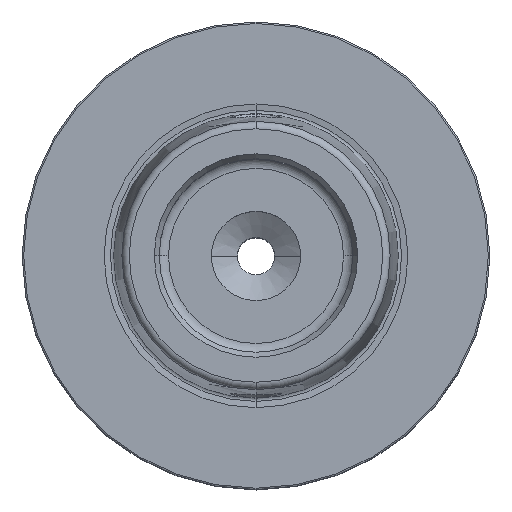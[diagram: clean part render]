
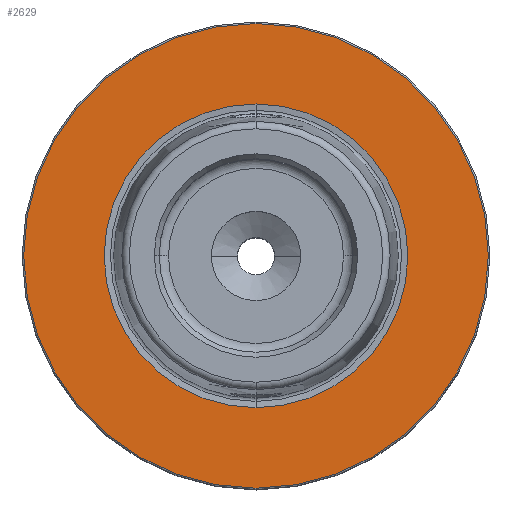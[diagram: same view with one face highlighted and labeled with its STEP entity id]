
A CAD part, top view. The second image highlights one B-rep face of the part: STEP entity #2629.
In plain terms, the highlighted planar face has unit normal (0, 0, 1).
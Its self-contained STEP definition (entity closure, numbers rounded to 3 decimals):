
#226 = AXIS2_PLACEMENT_3D ( 'NONE', #1326, #3411, #1875 ) ;
#302 = DIRECTION ( 'NONE',  ( 0., 0., 1. ) ) ;
#350 = CIRCLE ( 'NONE', #2356, 31.27 ) ;
#488 = VERTEX_POINT ( 'NONE', #3049 ) ;
#520 = EDGE_CURVE ( 'NONE', #822, #2897, #350, .T. ) ;
#666 = EDGE_CURVE ( 'NONE', #2897, #822, #807, .T. ) ;
#768 = ORIENTED_EDGE ( 'NONE', *, *, #1675, .T. ) ;
#807 = CIRCLE ( 'NONE', #226, 31.27 ) ;
#822 = VERTEX_POINT ( 'NONE', #2925 ) ;
#840 = AXIS2_PLACEMENT_3D ( 'NONE', #918, #937, #3367 ) ;
#897 = DIRECTION ( 'NONE',  ( 0., 0., -1. ) ) ;
#918 = CARTESIAN_POINT ( 'NONE',  ( 0., 0., 0. ) ) ;
#937 = DIRECTION ( 'NONE',  ( 0., 0., -1. ) ) ;
#974 = AXIS2_PLACEMENT_3D ( 'NONE', #3549, #1955, #3780 ) ;
#976 = EDGE_CURVE ( 'NONE', #488, #2935, #3516, .T. ) ;
#1013 = ORIENTED_EDGE ( 'NONE', *, *, #976, .T. ) ;
#1244 = DIRECTION ( 'NONE',  ( 0., -1., 0. ) ) ;
#1326 = CARTESIAN_POINT ( 'NONE',  ( 0., 0., 0. ) ) ;
#1614 = FACE_OUTER_BOUND ( 'NONE', #2200, .T. ) ;
#1675 = EDGE_CURVE ( 'NONE', #2935, #488, #3026, .T. ) ;
#1875 = DIRECTION ( 'NONE',  ( 0., -1., 0. ) ) ;
#1934 = PLANE ( 'NONE',  #974 ) ;
#1955 = DIRECTION ( 'NONE',  ( 0., 0., 1. ) ) ;
#2131 = DIRECTION ( 'NONE',  ( 0., 1., 0. ) ) ;
#2200 = EDGE_LOOP ( 'NONE', ( #3483, #3816 ) ) ;
#2211 = FACE_BOUND ( 'NONE', #3163, .T. ) ;
#2356 = AXIS2_PLACEMENT_3D ( 'NONE', #3961, #302, #1244 ) ;
#2629 = ADVANCED_FACE ( 'NONE', ( #1614, #2211 ), #1934, .T. ) ;
#2897 = VERTEX_POINT ( 'NONE', #3906 ) ;
#2925 = CARTESIAN_POINT ( 'NONE',  ( 0., -31.27, 0. ) ) ;
#2935 = VERTEX_POINT ( 'NONE', #3372 ) ;
#3026 = CIRCLE ( 'NONE', #840, 20.434 ) ;
#3049 = CARTESIAN_POINT ( 'NONE',  ( 0., -20.434, 0. ) ) ;
#3163 = EDGE_LOOP ( 'NONE', ( #1013, #768 ) ) ;
#3367 = DIRECTION ( 'NONE',  ( 0., 1., 0. ) ) ;
#3372 = CARTESIAN_POINT ( 'NONE',  ( 0., 20.434, 0. ) ) ;
#3411 = DIRECTION ( 'NONE',  ( 0., 0., 1. ) ) ;
#3483 = ORIENTED_EDGE ( 'NONE', *, *, #520, .T. ) ;
#3516 = CIRCLE ( 'NONE', #3913, 20.434 ) ;
#3549 = CARTESIAN_POINT ( 'NONE',  ( 0., 31.47, 0. ) ) ;
#3654 = CARTESIAN_POINT ( 'NONE',  ( 0., 0., 0. ) ) ;
#3780 = DIRECTION ( 'NONE',  ( 0., -1., 0. ) ) ;
#3816 = ORIENTED_EDGE ( 'NONE', *, *, #666, .T. ) ;
#3906 = CARTESIAN_POINT ( 'NONE',  ( 0., 31.27, 0. ) ) ;
#3913 = AXIS2_PLACEMENT_3D ( 'NONE', #3654, #897, #2131 ) ;
#3961 = CARTESIAN_POINT ( 'NONE',  ( 0., 0., 0. ) ) ;
